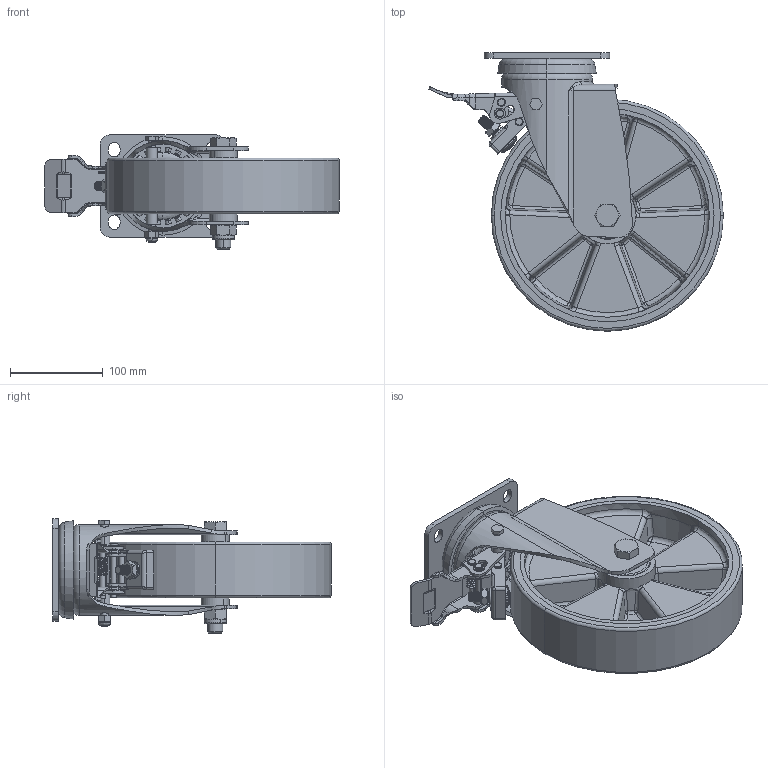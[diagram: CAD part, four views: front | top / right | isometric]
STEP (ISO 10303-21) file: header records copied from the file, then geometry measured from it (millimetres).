
FILE_DESCRIPTION (( 'STEP AP214' ), '1' );
FILE_NAME ('0047358_L-IHB-PUZA-250-K-3-DSV_(A-02).step', '2019-07-05T07:32:07', ( '' ), ( '' ), 'SwSTEP 2.0', 'SolidWorks 2018', '' );
FILE_SCHEMA (( 'AUTOMOTIVE_DESIGN' ));
Length unit declared in the file: millimetre
Products named in the file (1): 0047358_L-IHB-PUZA-250-K-3-DSV_(A-02)
Bounding box: 317.47 x 300 x 123 mm (x, y, z)
Surface area: 547343.1 mm2 (no closed solid volume)
Topology: 0 solids, 39 shells, 1470 faces, 3728 edges, 2361 vertices
Faces by surface type: cylinder 574, plane 360, bspline 311, cone 100, torus 97, sphere 28
Entity records: 106083 total; most frequent: CARTESIAN_POINT 56864, ORIENTED_EDGE 7402, DIRECTION 6034, EDGE_CURVE 3701, AXIS2_PLACEMENT_3D 2397, VERTEX_POINT 2361, EDGE_LOOP 1634, UNCERTAINTY_MEASURE_WITH_UNIT 1491
